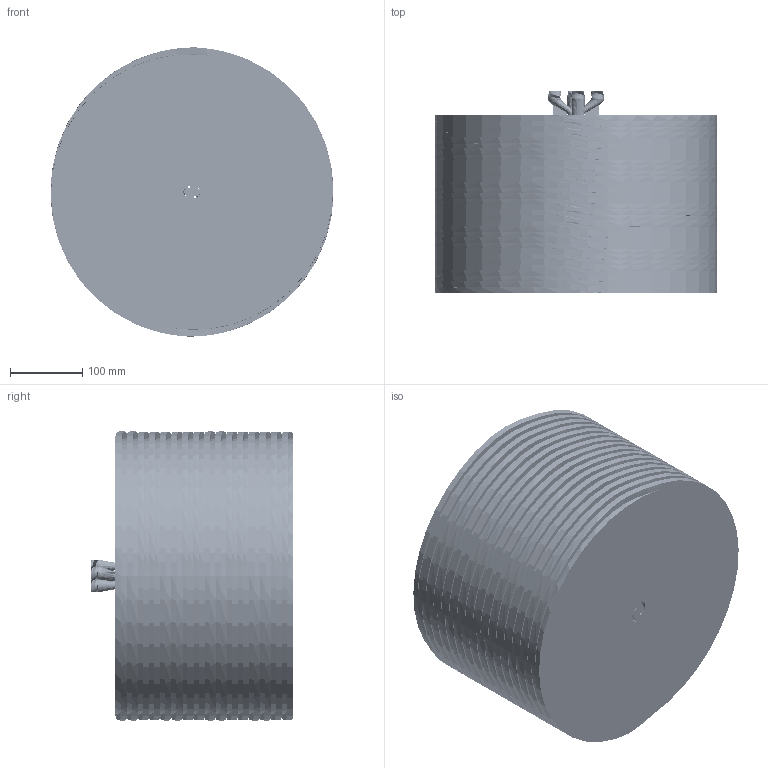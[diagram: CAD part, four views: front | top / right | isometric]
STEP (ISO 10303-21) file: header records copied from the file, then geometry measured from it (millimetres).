
FILE_DESCRIPTION(('FreeCAD Model'),'2;1');
FILE_NAME('Open CASCADE Shape Model','2025-04-26T15:45:46',('FreeCAD'),( 'FreeCAD'),'Open CASCADE STEP processor 7.6','FreeCAD','Unknown');
FILE_SCHEMA(('AUTOMOTIVE_DESIGN { 1 0 10303 214 1 1 1 1 }'));
Products named in the file (1): Open CASCADE STEP translator 7.6 1
Bounding box: 391.59 x 281.05 x 401.36 mm (x, y, z)
Volume: 6468404 mm3; surface area: 13059724.8 mm2
Topology: 18 solids, 18 shells, 1619 faces, 5556 edges, 3964 vertices
Faces by surface type: bspline 1619
Entity records: 589106 total; most frequent: CARTESIAN_POINT 557073, ORIENTED_EDGE 11104, EDGE_CURVE 5552, B_SPLINE_CURVE_WITH_KNOTS 5012, VERTEX_POINT 3964, FACE_BOUND 1638, EDGE_LOOP 1638, ADVANCED_FACE 1619
